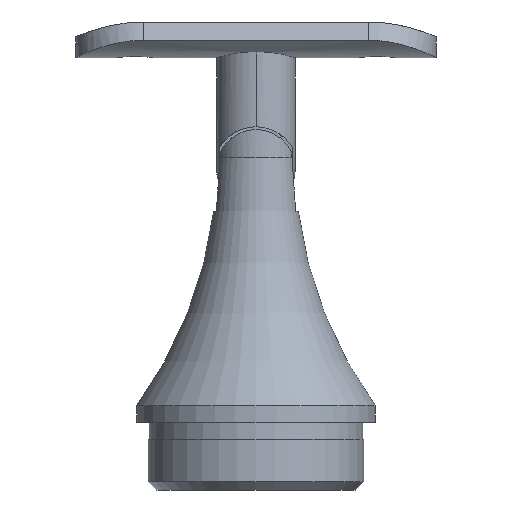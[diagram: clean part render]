
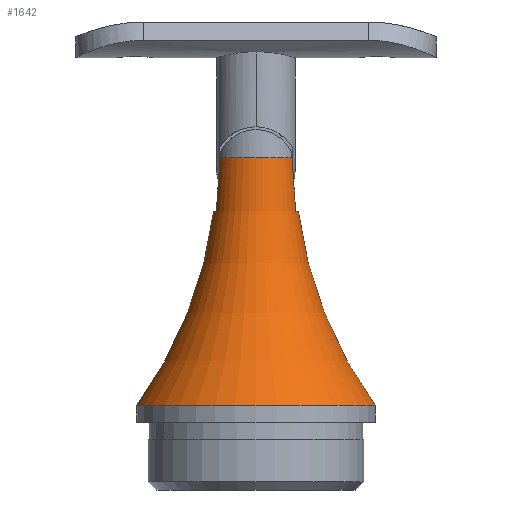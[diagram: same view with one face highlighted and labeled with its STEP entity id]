
A CAD part, front view. The second image highlights one B-rep face of the part: STEP entity #1642.
In plain terms, the highlighted toroidal (fillet/blend) face has major radius 81.896 mm and minor radius 75 mm.
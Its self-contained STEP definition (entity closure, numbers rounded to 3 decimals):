
#51 = AXIS2_PLACEMENT_3D ( 'NONE', #167, #480, #2863 ) ;
#97 = AXIS2_PLACEMENT_3D ( 'NONE', #4041, #3657, #2870 ) ;
#121 = CARTESIAN_POINT ( 'NONE',  ( 0., 0., 49.5 ) ) ;
#167 = CARTESIAN_POINT ( 'NONE',  ( 0., 0., 49.5 ) ) ;
#182 = EDGE_CURVE ( 'NONE', #3363, #1808, #2033, .T. ) ;
#198 = DIRECTION ( 'NONE',  ( 0., -1., 0. ) ) ;
#240 = CARTESIAN_POINT ( 'NONE',  ( 7.043, -2.6, 49.5 ) ) ;
#249 = AXIS2_PLACEMENT_3D ( 'NONE', #937, #1730, #4742 ) ;
#480 = DIRECTION ( 'NONE',  ( 0., 0., 1. ) ) ;
#506 = CIRCLE ( 'NONE', #4800, 7.508 ) ;
#588 = VERTEX_POINT ( 'NONE', #1112 ) ;
#677 = EDGE_CURVE ( 'NONE', #588, #1189, #506, .T. ) ;
#804 = EDGE_CURVE ( 'NONE', #1808, #3618, #1896, .T. ) ;
#903 = AXIS2_PLACEMENT_3D ( 'NONE', #2156, #198, #3678 ) ;
#937 = CARTESIAN_POINT ( 'NONE',  ( 0., 0., 59.056 ) ) ;
#1050 = CIRCLE ( 'NONE', #903, 75. ) ;
#1112 = CARTESIAN_POINT ( 'NONE',  ( -7.508, 0., 49.5 ) ) ;
#1118 = CARTESIAN_POINT ( 'NONE',  ( -6.387, -2.6, 55.857 ) ) ;
#1125 = B_SPLINE_CURVE_WITH_KNOTS ( 'NONE', 3,
 ( #2712, #4652, #1118, #4592 ),
 .UNSPECIFIED., .F., .F.,
 ( 4, 4 ),
 ( 0., 0.01 ),
 .UNSPECIFIED. ) ;
#1189 = VERTEX_POINT ( 'NONE', #1757 ) ;
#1240 = DIRECTION ( 'NONE',  ( 0., 1., 0. ) ) ;
#1295 = DIRECTION ( 'NONE',  ( 1., 0., 0. ) ) ;
#1387 = CARTESIAN_POINT ( 'NONE',  ( 6.387, -2.6, 55.857 ) ) ;
#1449 = CARTESIAN_POINT ( 'NONE',  ( 21.2, 0., 15. ) ) ;
#1478 = EDGE_CURVE ( 'NONE', #3618, #2142, #2885, .T. ) ;
#1543 = EDGE_CURVE ( 'NONE', #2142, #2136, #1050, .T. ) ;
#1600 = CIRCLE ( 'NONE', #3696, 75. ) ;
#1642 = ADVANCED_FACE ( 'NONE', ( #2751 ), #2234, .F. ) ;
#1677 = CARTESIAN_POINT ( 'NONE',  ( 7.043, -2.6, 49.5 ) ) ;
#1706 = DIRECTION ( 'NONE',  ( -1., 0., 0. ) ) ;
#1730 = DIRECTION ( 'NONE',  ( 0., 0., 1. ) ) ;
#1757 = CARTESIAN_POINT ( 'NONE',  ( -7.043, -2.6, 49.5 ) ) ;
#1808 = VERTEX_POINT ( 'NONE', #4528 ) ;
#1896 = B_SPLINE_CURVE_WITH_KNOTS ( 'NONE', 3,
 ( #2887, #1387, #3275, #240 ),
 .UNSPECIFIED., .F., .F.,
 ( 4, 4 ),
 ( 0.001, 0.01 ),
 .UNSPECIFIED. ) ;
#1917 = EDGE_CURVE ( 'NONE', #1189, #3363, #1125, .T. ) ;
#2033 = CIRCLE ( 'NONE', #249, 6.896 ) ;
#2136 = VERTEX_POINT ( 'NONE', #1449 ) ;
#2142 = VERTEX_POINT ( 'NONE', #4456 ) ;
#2156 = CARTESIAN_POINT ( 'NONE',  ( 81.896, 0., 59.056 ) ) ;
#2159 = ORIENTED_EDGE ( 'NONE', *, *, #1917, .F. ) ;
#2234 = TOROIDAL_SURFACE ( 'NONE', #3749, 81.896, 75. ) ;
#2378 = EDGE_CURVE ( 'NONE', #3091, #2136, #3588, .T. ) ;
#2712 = CARTESIAN_POINT ( 'NONE',  ( -7.043, -2.6, 49.5 ) ) ;
#2751 = FACE_OUTER_BOUND ( 'NONE', #3889, .T. ) ;
#2863 = DIRECTION ( 'NONE',  ( 1., 0., 0. ) ) ;
#2870 = DIRECTION ( 'NONE',  ( 1., 0., 0. ) ) ;
#2885 = CIRCLE ( 'NONE', #51, 7.508 ) ;
#2887 = CARTESIAN_POINT ( 'NONE',  ( 6.387, -2.6, 59.056 ) ) ;
#2953 = ORIENTED_EDGE ( 'NONE', *, *, #804, .F. ) ;
#2955 = DIRECTION ( 'NONE',  ( 0., 0., 1. ) ) ;
#3091 = VERTEX_POINT ( 'NONE', #3532 ) ;
#3275 = CARTESIAN_POINT ( 'NONE',  ( 6.609, -2.6, 52.672 ) ) ;
#3363 = VERTEX_POINT ( 'NONE', #3669 ) ;
#3532 = CARTESIAN_POINT ( 'NONE',  ( -21.2, 0., 15. ) ) ;
#3534 = CARTESIAN_POINT ( 'NONE',  ( -81.896, 0., 59.056 ) ) ;
#3588 = CIRCLE ( 'NONE', #97, 21.2 ) ;
#3618 = VERTEX_POINT ( 'NONE', #1677 ) ;
#3657 = DIRECTION ( 'NONE',  ( 0., 0., 1. ) ) ;
#3669 = CARTESIAN_POINT ( 'NONE',  ( -6.387, -2.6, 59.056 ) ) ;
#3678 = DIRECTION ( 'NONE',  ( 0., 0., -1. ) ) ;
#3696 = AXIS2_PLACEMENT_3D ( 'NONE', #3534, #1240, #1706 ) ;
#3749 = AXIS2_PLACEMENT_3D ( 'NONE', #4102, #2955, #4813 ) ;
#3889 = EDGE_LOOP ( 'NONE', ( #4204, #4450, #4754, #3921, #4747, #2953, #4837, #2159 ) ) ;
#3921 = ORIENTED_EDGE ( 'NONE', *, *, #1543, .F. ) ;
#3942 = DIRECTION ( 'NONE',  ( 0., 0., 1. ) ) ;
#4041 = CARTESIAN_POINT ( 'NONE',  ( 0., 0., 15. ) ) ;
#4102 = CARTESIAN_POINT ( 'NONE',  ( 0., 0., 59.056 ) ) ;
#4142 = EDGE_CURVE ( 'NONE', #588, #3091, #1600, .T. ) ;
#4204 = ORIENTED_EDGE ( 'NONE', *, *, #677, .F. ) ;
#4450 = ORIENTED_EDGE ( 'NONE', *, *, #4142, .T. ) ;
#4456 = CARTESIAN_POINT ( 'NONE',  ( 7.508, 0., 49.5 ) ) ;
#4528 = CARTESIAN_POINT ( 'NONE',  ( 6.387, -2.6, 59.056 ) ) ;
#4592 = CARTESIAN_POINT ( 'NONE',  ( -6.387, -2.6, 59.056 ) ) ;
#4652 = CARTESIAN_POINT ( 'NONE',  ( -6.609, -2.6, 52.672 ) ) ;
#4742 = DIRECTION ( 'NONE',  ( -1., 0., 0. ) ) ;
#4747 = ORIENTED_EDGE ( 'NONE', *, *, #1478, .F. ) ;
#4754 = ORIENTED_EDGE ( 'NONE', *, *, #2378, .T. ) ;
#4800 = AXIS2_PLACEMENT_3D ( 'NONE', #121, #3942, #1295 ) ;
#4813 = DIRECTION ( 'NONE',  ( 1., 0., 0. ) ) ;
#4837 = ORIENTED_EDGE ( 'NONE', *, *, #182, .F. ) ;
